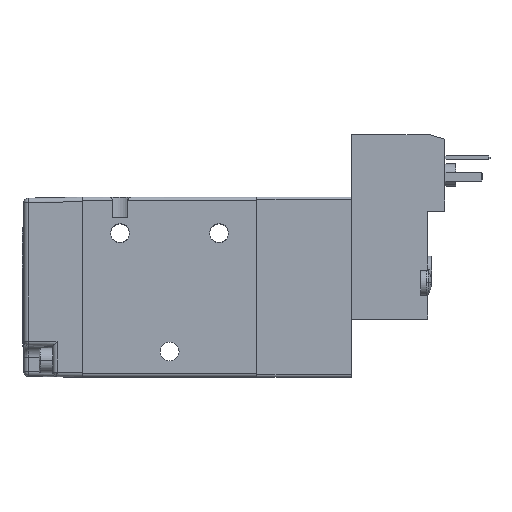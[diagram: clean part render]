
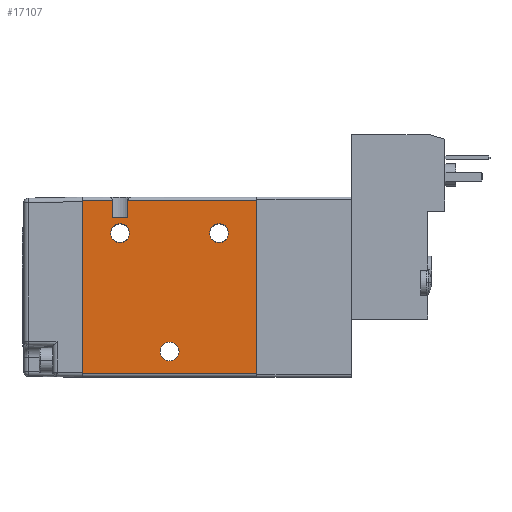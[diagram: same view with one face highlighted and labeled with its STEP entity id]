
A CAD part, top view. The second image highlights one B-rep face of the part: STEP entity #17107.
In plain terms, the highlighted planar face has unit normal (0, 0, 1).
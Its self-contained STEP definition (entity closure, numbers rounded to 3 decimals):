
#85 = DIRECTION ( 'NONE',  ( 0., 1., 0. ) ) ;
#667 = VECTOR ( 'NONE', #25985, 1000. ) ;
#1697 = VERTEX_POINT ( 'NONE', #41978 ) ;
#2040 = DIRECTION ( 'NONE',  ( 1., 0., 0. ) ) ;
#2451 = CARTESIAN_POINT ( 'NONE',  ( 19.4, 0.8, 25. ) ) ;
#2748 = LINE ( 'NONE', #23890, #6422 ) ;
#3167 = CARTESIAN_POINT ( 'NONE',  ( -9.378, 39.2, 25. ) ) ;
#3500 = AXIS2_PLACEMENT_3D ( 'NONE', #43749, #48584, #10981 ) ;
#3769 = PLANE ( 'NONE',  #36400 ) ;
#5261 = CARTESIAN_POINT ( 'NONE',  ( -2.1, 5.7, 25. ) ) ;
#5535 = DIRECTION ( 'NONE',  ( 0., 0., 1. ) ) ;
#5538 = ORIENTED_EDGE ( 'NONE', *, *, #9548, .T. ) ;
#5719 = VECTOR ( 'NONE', #37171, 1000. ) ;
#6103 = VERTEX_POINT ( 'NONE', #55332 ) ;
#6237 = VERTEX_POINT ( 'NONE', #37526 ) ;
#6422 = VECTOR ( 'NONE', #16284, 1000. ) ;
#7876 = VECTOR ( 'NONE', #38563, 1000. ) ;
#7891 = CARTESIAN_POINT ( 'NONE',  ( 13.1, 32., 25. ) ) ;
#8258 = AXIS2_PLACEMENT_3D ( 'NONE', #20195, #5535, #33695 ) ;
#9548 = EDGE_CURVE ( 'NONE', #14095, #17730, #26155, .T. ) ;
#9642 = CARTESIAN_POINT ( 'NONE',  ( -8.9, 32., 25. ) ) ;
#9747 = CARTESIAN_POINT ( 'NONE',  ( -19.4, 39.2, 25. ) ) ;
#9838 = EDGE_CURVE ( 'NONE', #14095, #13962, #25388, .T. ) ;
#10720 = EDGE_LOOP ( 'NONE', ( #39584, #21892 ) ) ;
#10980 = CARTESIAN_POINT ( 'NONE',  ( -19.4, 40., 25. ) ) ;
#10981 = DIRECTION ( 'NONE',  ( 1., 0., 0. ) ) ;
#11498 = ORIENTED_EDGE ( 'NONE', *, *, #9838, .F. ) ;
#11583 = ORIENTED_EDGE ( 'NONE', *, *, #26287, .F. ) ;
#11713 = CIRCLE ( 'NONE', #35394, 2.1 ) ;
#12564 = CARTESIAN_POINT ( 'NONE',  ( -12.622, 35.4, 25. ) ) ;
#13314 = EDGE_CURVE ( 'NONE', #46359, #38561, #20065, .T. ) ;
#13377 = ORIENTED_EDGE ( 'NONE', *, *, #13314, .T. ) ;
#13870 = FACE_BOUND ( 'NONE', #20230, .T. ) ;
#13962 = VERTEX_POINT ( 'NONE', #12564 ) ;
#14095 = VERTEX_POINT ( 'NONE', #32331 ) ;
#14198 = DIRECTION ( 'NONE',  ( 0., 0., -1. ) ) ;
#14249 = CARTESIAN_POINT ( 'NONE',  ( -9.378, 40., 25. ) ) ;
#14853 = ORIENTED_EDGE ( 'NONE', *, *, #52856, .T. ) ;
#14865 = EDGE_CURVE ( 'NONE', #17730, #44212, #21476, .T. ) ;
#16284 = DIRECTION ( 'NONE',  ( 0., 1., 0. ) ) ;
#17107 = ADVANCED_FACE ( 'NONE', ( #13870, #59697, #33608, #29983 ), #3769, .T. ) ;
#17730 = VERTEX_POINT ( 'NONE', #9747 ) ;
#18734 = ORIENTED_EDGE ( 'NONE', *, *, #23779, .F. ) ;
#19827 = EDGE_CURVE ( 'NONE', #38561, #46359, #32885, .T. ) ;
#19828 = LINE ( 'NONE', #14249, #58358 ) ;
#20065 = CIRCLE ( 'NONE', #41271, 2.1 ) ;
#20195 = CARTESIAN_POINT ( 'NONE',  ( 11., 32., 25. ) ) ;
#20230 = EDGE_LOOP ( 'NONE', ( #37601, #18734 ) ) ;
#20573 = DIRECTION ( 'NONE',  ( 0., -1., 0. ) ) ;
#21476 = LINE ( 'NONE', #10980, #40399 ) ;
#21617 = ORIENTED_EDGE ( 'NONE', *, *, #14865, .T. ) ;
#21892 = ORIENTED_EDGE ( 'NONE', *, *, #48798, .F. ) ;
#22971 = DIRECTION ( 'NONE',  ( -1., 0., 0. ) ) ;
#23168 = VECTOR ( 'NONE', #46448, 1000. ) ;
#23510 = DIRECTION ( 'NONE',  ( 0., 0., 1. ) ) ;
#23779 = EDGE_CURVE ( 'NONE', #36578, #51976, #44784, .T. ) ;
#23890 = CARTESIAN_POINT ( 'NONE',  ( 19.4, 40., 25. ) ) ;
#25019 = VERTEX_POINT ( 'NONE', #3167 ) ;
#25388 = LINE ( 'NONE', #34684, #7876 ) ;
#25503 = DIRECTION ( 'NONE',  ( -1., 0., 0. ) ) ;
#25985 = DIRECTION ( 'NONE',  ( 1., 0., 0. ) ) ;
#26155 = LINE ( 'NONE', #36570, #5719 ) ;
#26287 = EDGE_CURVE ( 'NONE', #6103, #25019, #19828, .T. ) ;
#27252 = ORIENTED_EDGE ( 'NONE', *, *, #37117, .T. ) ;
#27632 = VECTOR ( 'NONE', #22971, 1000. ) ;
#27898 = EDGE_CURVE ( 'NONE', #55114, #1697, #31334, .T. ) ;
#28247 = CARTESIAN_POINT ( 'NONE',  ( 19.4, 35.4, 25. ) ) ;
#29247 = LINE ( 'NONE', #2451, #667 ) ;
#29263 = EDGE_CURVE ( 'NONE', #13962, #6103, #54350, .T. ) ;
#29702 = EDGE_LOOP ( 'NONE', ( #21617, #27252, #14853, #56506, #11583, #30148, #11498, #5538 ) ) ;
#29983 = FACE_OUTER_BOUND ( 'NONE', #29702, .T. ) ;
#30148 = ORIENTED_EDGE ( 'NONE', *, *, #29263, .F. ) ;
#31334 = CIRCLE ( 'NONE', #34099, 2.1 ) ;
#31745 = DIRECTION ( 'NONE',  ( 1., 0., 0. ) ) ;
#32331 = CARTESIAN_POINT ( 'NONE',  ( -12.622, 39.2, 25. ) ) ;
#32693 = AXIS2_PLACEMENT_3D ( 'NONE', #46920, #14198, #32799 ) ;
#32799 = DIRECTION ( 'NONE',  ( -1., 0., 0. ) ) ;
#32885 = CIRCLE ( 'NONE', #32693, 2.1 ) ;
#33260 = CIRCLE ( 'NONE', #8258, 2.1 ) ;
#33608 = FACE_BOUND ( 'NONE', #36181, .T. ) ;
#33695 = DIRECTION ( 'NONE',  ( 1., 0., 0. ) ) ;
#34099 = AXIS2_PLACEMENT_3D ( 'NONE', #48455, #39178, #2040 ) ;
#34684 = CARTESIAN_POINT ( 'NONE',  ( -12.622, 40., 25. ) ) ;
#35196 = CARTESIAN_POINT ( 'NONE',  ( -13.1, 32., 25. ) ) ;
#35394 = AXIS2_PLACEMENT_3D ( 'NONE', #51286, #23510, #55777 ) ;
#36181 = EDGE_LOOP ( 'NONE', ( #44913, #13377 ) ) ;
#36400 = AXIS2_PLACEMENT_3D ( 'NONE', #59725, #50159, #31745 ) ;
#36570 = CARTESIAN_POINT ( 'NONE',  ( -19.4, 39.2, 25. ) ) ;
#36578 = VERTEX_POINT ( 'NONE', #35196 ) ;
#37117 = EDGE_CURVE ( 'NONE', #44212, #43727, #29247, .T. ) ;
#37171 = DIRECTION ( 'NONE',  ( -1., 0., 0. ) ) ;
#37526 = CARTESIAN_POINT ( 'NONE',  ( 19.4, 39.2, 25. ) ) ;
#37601 = ORIENTED_EDGE ( 'NONE', *, *, #59645, .F. ) ;
#38561 = VERTEX_POINT ( 'NONE', #5261 ) ;
#38563 = DIRECTION ( 'NONE',  ( 0., -1., 0. ) ) ;
#39178 = DIRECTION ( 'NONE',  ( 0., 0., 1. ) ) ;
#39584 = ORIENTED_EDGE ( 'NONE', *, *, #27898, .F. ) ;
#40399 = VECTOR ( 'NONE', #20573, 1000. ) ;
#41271 = AXIS2_PLACEMENT_3D ( 'NONE', #57973, #53054, #25503 ) ;
#41978 = CARTESIAN_POINT ( 'NONE',  ( 8.9, 32., 25. ) ) ;
#43727 = VERTEX_POINT ( 'NONE', #55980 ) ;
#43749 = CARTESIAN_POINT ( 'NONE',  ( -11., 32., 25. ) ) ;
#44212 = VERTEX_POINT ( 'NONE', #46394 ) ;
#44784 = CIRCLE ( 'NONE', #3500, 2.1 ) ;
#44913 = ORIENTED_EDGE ( 'NONE', *, *, #19827, .T. ) ;
#46359 = VERTEX_POINT ( 'NONE', #52866 ) ;
#46394 = CARTESIAN_POINT ( 'NONE',  ( -19.4, 0.8, 25. ) ) ;
#46448 = DIRECTION ( 'NONE',  ( 1., 0., 0. ) ) ;
#46920 = CARTESIAN_POINT ( 'NONE',  ( 0., 5.7, 25. ) ) ;
#47911 = LINE ( 'NONE', #50754, #27632 ) ;
#48455 = CARTESIAN_POINT ( 'NONE',  ( 11., 32., 25. ) ) ;
#48584 = DIRECTION ( 'NONE',  ( 0., 0., 1. ) ) ;
#48798 = EDGE_CURVE ( 'NONE', #1697, #55114, #33260, .T. ) ;
#50159 = DIRECTION ( 'NONE',  ( 0., 0., 1. ) ) ;
#50754 = CARTESIAN_POINT ( 'NONE',  ( -9.378, 39.2, 25. ) ) ;
#51286 = CARTESIAN_POINT ( 'NONE',  ( -11., 32., 25. ) ) ;
#51976 = VERTEX_POINT ( 'NONE', #9642 ) ;
#52856 = EDGE_CURVE ( 'NONE', #43727, #6237, #2748, .T. ) ;
#52866 = CARTESIAN_POINT ( 'NONE',  ( 2.1, 5.7, 25. ) ) ;
#53054 = DIRECTION ( 'NONE',  ( 0., 0., -1. ) ) ;
#53654 = EDGE_CURVE ( 'NONE', #6237, #25019, #47911, .T. ) ;
#54350 = LINE ( 'NONE', #28247, #23168 ) ;
#55114 = VERTEX_POINT ( 'NONE', #7891 ) ;
#55332 = CARTESIAN_POINT ( 'NONE',  ( -9.378, 35.4, 25. ) ) ;
#55777 = DIRECTION ( 'NONE',  ( 1., 0., 0. ) ) ;
#55980 = CARTESIAN_POINT ( 'NONE',  ( 19.4, 0.8, 25. ) ) ;
#56506 = ORIENTED_EDGE ( 'NONE', *, *, #53654, .T. ) ;
#57973 = CARTESIAN_POINT ( 'NONE',  ( 0., 5.7, 25. ) ) ;
#58358 = VECTOR ( 'NONE', #85, 1000. ) ;
#59645 = EDGE_CURVE ( 'NONE', #51976, #36578, #11713, .T. ) ;
#59697 = FACE_BOUND ( 'NONE', #10720, .T. ) ;
#59725 = CARTESIAN_POINT ( 'NONE',  ( 19.4, 0., 25. ) ) ;
